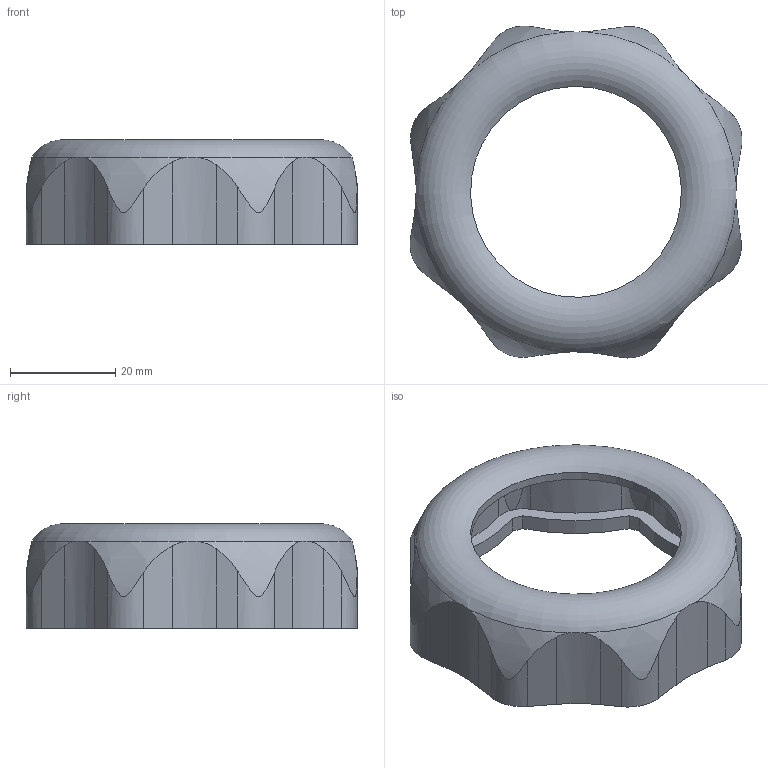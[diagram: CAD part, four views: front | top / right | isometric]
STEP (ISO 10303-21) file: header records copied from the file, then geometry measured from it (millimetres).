
FILE_DESCRIPTION( ( 'STEP AP203' ), '1' );
FILE_NAME( 'VT3063.step', '2022-07-20T08:49:15', ( ' ' ), ( ' ' ), 'XStep 1.0', ' ', ' ' );
FILE_SCHEMA( ( 'CONFIG_CONTROL_DESIGN' ) );
Length unit declared in the file: millimetre
Products named in the file (1): 1
Bounding box: 62.94 x 62.94 x 19.8 mm (x, y, z)
Volume: 11584.8 mm3; surface area: 11487.7 mm2
Topology: 1 solids, 1 shells, 2353 faces, 6971 edges, 4643 vertices
Faces by surface type: plane 2213, cylinder 87, torus 29, cone 16, bspline 8
Full cylindrical faces by diameter (mm): 40 x1
Entity records: 83681 total; most frequent: CARTESIAN_POINT 29627, ORIENTED_EDGE 13926, DIRECTION 7264, EDGE_CURVE 6963, VERTEX_POINT 4639, B_SPLINE_CURVE_WITH_KNOTS 4520, AXIS2_PLACEMENT_3D 2475, EDGE_LOOP 2382
